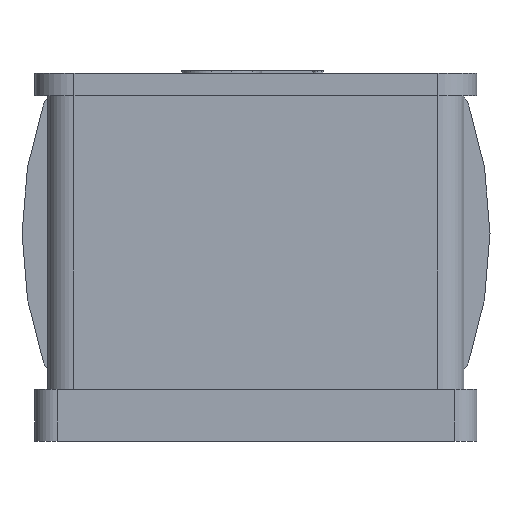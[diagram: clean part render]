
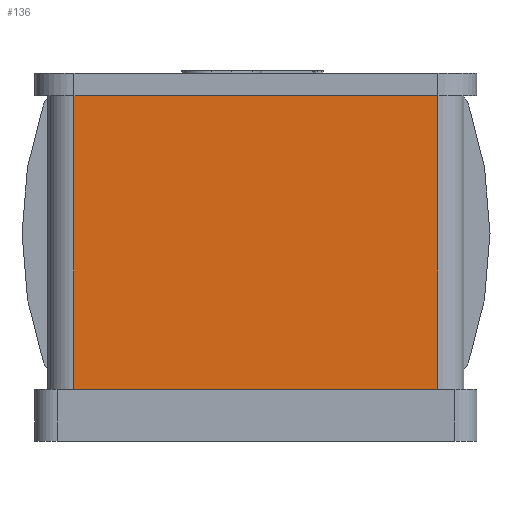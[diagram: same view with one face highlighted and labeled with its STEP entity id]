
A CAD part, left-side view. The second image highlights one B-rep face of the part: STEP entity #136.
In plain terms, the highlighted planar face has unit normal (-1, 0, 0).
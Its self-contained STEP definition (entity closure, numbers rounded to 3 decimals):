
#136=ADVANCED_FACE('',(#2015),#2017,.F.);
#2015=FACE_BOUND('',#2016,.T.);
#2016=EDGE_LOOP('',(#3405,#3406,#3407,#3408));
#2017=PLANE('',#2018);
#2018=AXIS2_PLACEMENT_3D('',#2019,#2020,#2021);
#2019=CARTESIAN_POINT('',(-1.1,-0.8,0.2));
#2020=DIRECTION('',(1.,0.,0.));
#2021=DIRECTION('',(0.,1.,0.));
#3405=ORIENTED_EDGE('',*,*,#4768,.T.);
#3406=ORIENTED_EDGE('',*,*,#4769,.T.);
#3407=ORIENTED_EDGE('',*,*,#4770,.F.);
#3408=ORIENTED_EDGE('',*,*,#4766,.T.);
#4766=EDGE_CURVE('',#5371,#5369,#5372,.F.);
#4768=EDGE_CURVE('',#5369,#5374,#5375,.T.);
#4769=EDGE_CURVE('',#5374,#5376,#5377,.T.);
#4770=EDGE_CURVE('',#5371,#5376,#5378,.T.);
#5369=VERTEX_POINT('',#6421);
#5371=VERTEX_POINT('',#6426);
#5372=LINE('',#6427,#6428);
#5374=VERTEX_POINT('',#6434);
#5375=LINE('',#6435,#6436);
#5376=VERTEX_POINT('',#6438);
#5377=LINE('',#6439,#6440);
#5378=LINE('',#6442,#6443);
#6421=CARTESIAN_POINT('',(-1.1,-0.7,0.2));
#6426=CARTESIAN_POINT('',(-1.1,0.7,0.2));
#6427=CARTESIAN_POINT('',(-1.1,-0.7,0.2));
#6428=VECTOR('',#6429,1.);
#6429=DIRECTION('',(0.,1.,0.));
#6434=CARTESIAN_POINT('',(-1.1,-0.7,1.4));
#6435=CARTESIAN_POINT('',(-1.1,-0.7,0.2));
#6436=VECTOR('',#6437,1.);
#6437=DIRECTION('',(0.,0.,1.));
#6438=CARTESIAN_POINT('',(-1.1,0.7,1.4));
#6439=CARTESIAN_POINT('',(-1.1,-0.7,1.4));
#6440=VECTOR('',#6441,1.);
#6441=DIRECTION('',(0.,1.,0.));
#6442=CARTESIAN_POINT('',(-1.1,0.7,0.2));
#6443=VECTOR('',#6444,1.);
#6444=DIRECTION('',(0.,0.,1.));
